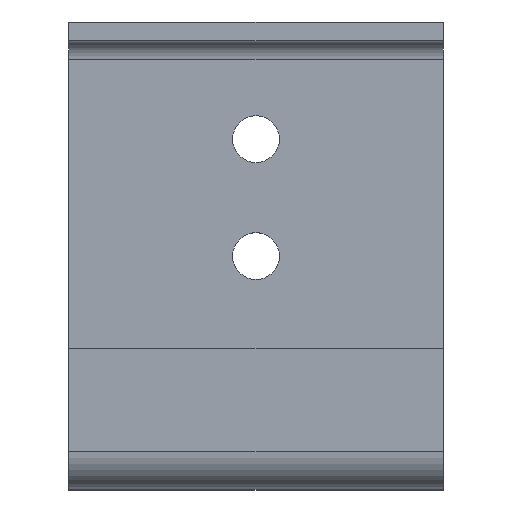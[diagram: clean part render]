
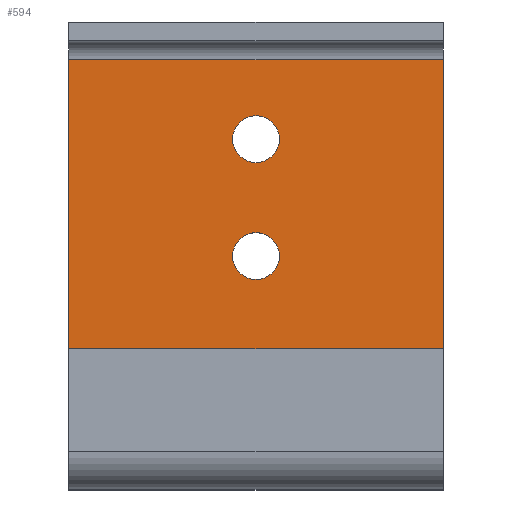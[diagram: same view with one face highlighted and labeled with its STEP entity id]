
A CAD part, top view. The second image highlights one B-rep face of the part: STEP entity #594.
In plain terms, the highlighted planar face has unit normal (0, 0, 1).
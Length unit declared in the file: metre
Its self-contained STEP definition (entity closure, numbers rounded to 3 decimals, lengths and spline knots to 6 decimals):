
#34=CIRCLE('',#646,0.005);
#36=CIRCLE('',#649,0.005);
#38=CIRCLE('',#652,0.005);
#144=ORIENTED_EDGE('',*,*,#252,.T.);
#145=ORIENTED_EDGE('',*,*,#254,.T.);
#146=ORIENTED_EDGE('',*,*,#256,.T.);
#147=ORIENTED_EDGE('',*,*,#248,.T.);
#148=ORIENTED_EDGE('',*,*,#259,.F.);
#149=ORIENTED_EDGE('',*,*,#244,.F.);
#150=ORIENTED_EDGE('',*,*,#260,.T.);
#244=EDGE_CURVE('',#305,#307,#364,.T.);
#248=EDGE_CURVE('',#311,#309,#368,.T.);
#252=EDGE_CURVE('',#314,#314,#34,.T.);
#254=EDGE_CURVE('',#316,#316,#36,.T.);
#256=EDGE_CURVE('',#318,#318,#38,.T.);
#259=EDGE_CURVE('',#307,#309,#373,.T.);
#260=EDGE_CURVE('',#305,#311,#374,.F.);
#305=VERTEX_POINT('',#932);
#307=VERTEX_POINT('',#935);
#309=VERTEX_POINT('',#941);
#311=VERTEX_POINT('',#944);
#314=VERTEX_POINT('',#952);
#316=VERTEX_POINT('',#957);
#318=VERTEX_POINT('',#962);
#364=LINE('',#934,#424);
#368=LINE('',#943,#428);
#373=LINE('',#967,#433);
#374=LINE('',#968,#434);
#424=VECTOR('',#759,1.);
#428=VECTOR('',#765,1.);
#433=VECTOR('',#792,1.);
#434=VECTOR('',#793,1.);
#478=EDGE_LOOP('',(#144));
#479=EDGE_LOOP('',(#145));
#480=EDGE_LOOP('',(#146));
#481=EDGE_LOOP('',(#147,#148,#149,#150));
#526=FACE_BOUND('',#478,.T.);
#527=FACE_BOUND('',#479,.T.);
#528=FACE_BOUND('',#480,.T.);
#529=FACE_BOUND('',#481,.T.);
#561=PLANE('',#654);
#594=ADVANCED_FACE('',(#526,#527,#528,#529),#561,.F.);
#646=AXIS2_PLACEMENT_3D('',#951,#772,#773);
#649=AXIS2_PLACEMENT_3D('',#956,#778,#779);
#652=AXIS2_PLACEMENT_3D('',#961,#784,#785);
#654=AXIS2_PLACEMENT_3D('',#966,#790,#791);
#759=DIRECTION('',(0.,1.,0.));
#765=DIRECTION('',(0.,1.,0.));
#772=DIRECTION('',(0.,0.,-1.));
#773=DIRECTION('',(-1.,0.,0.));
#778=DIRECTION('',(0.,0.,-1.));
#779=DIRECTION('',(-1.,0.,0.));
#784=DIRECTION('',(0.,0.,-1.));
#785=DIRECTION('',(-1.,0.,0.));
#790=DIRECTION('',(0.,0.,-1.));
#791=DIRECTION('',(-1.,0.,0.));
#792=DIRECTION('',(1.,0.,0.));
#793=DIRECTION('',(-1.,0.,0.));
#932=CARTESIAN_POINT('',(0.,0.008,0.004));
#934=CARTESIAN_POINT('',(0.,0.02,0.004));
#935=CARTESIAN_POINT('',(0.,0.092,0.004));
#941=CARTESIAN_POINT('',(0.08,0.092,0.004));
#943=CARTESIAN_POINT('',(0.08,0.02,0.004));
#944=CARTESIAN_POINT('',(0.08,0.008,0.004));
#951=CARTESIAN_POINT('',(0.04,0.025,0.004));
#952=CARTESIAN_POINT('',(0.035,0.025,0.004));
#956=CARTESIAN_POINT('',(0.04,0.05,0.004));
#957=CARTESIAN_POINT('',(0.035,0.05,0.004));
#961=CARTESIAN_POINT('',(0.04,0.075,0.004));
#962=CARTESIAN_POINT('',(0.035,0.075,0.004));
#966=CARTESIAN_POINT('',(0.,0.02,0.004));
#967=CARTESIAN_POINT('',(0.,0.092,0.004));
#968=CARTESIAN_POINT('',(0.,0.008,0.004));
